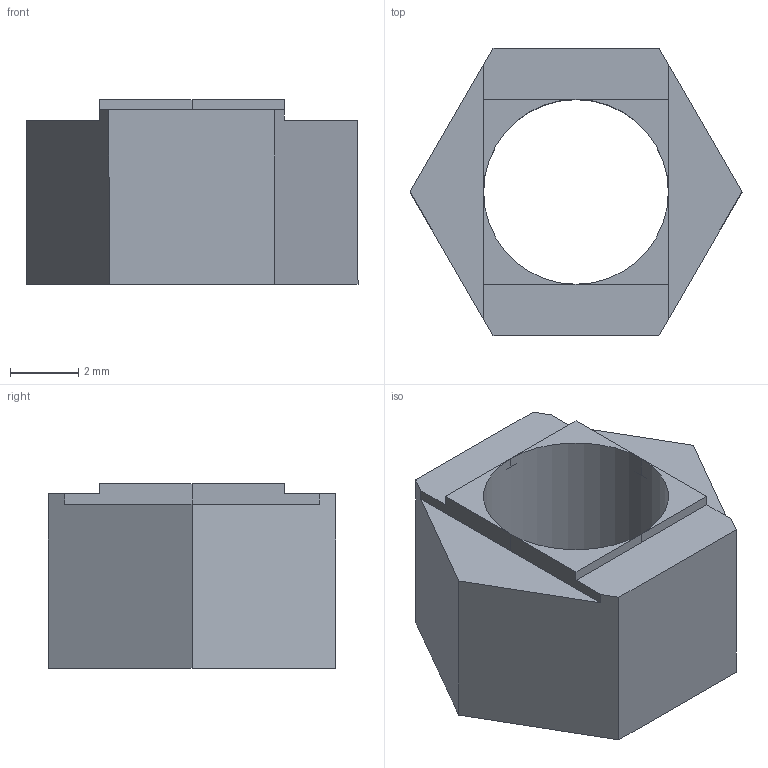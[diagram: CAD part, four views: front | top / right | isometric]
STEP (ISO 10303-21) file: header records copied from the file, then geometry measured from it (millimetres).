
FILE_DESCRIPTION(/* description */ (''),/* implementation_level */ '2;1');
FILE_NAME(/* name */ 'M5 Nut.step',/* time_stamp */ '2024-06-23T14:54:16+02:00',/* author */ (''),/* organization */ (''),/* preprocessor_version */ 'ST-DEVELOPER v20',/* originating_system */ 'Autodesk Translation Framework v13.14.0.145',/* authorisation */ '');
FILE_SCHEMA (('AUTOMOTIVE_DESIGN { 1 0 10303 214 3 1 1 }'));
Length unit declared in the file: millimetre
Products named in the file (1): (Unsaved)
Bounding box: 9.7 x 8.4 x 5.4 mm (x, y, z)
Volume: 191.9 mm3; surface area: 322.2 mm2
Topology: 1 solids, 1 shells, 24 faces, 61 edges, 37 vertices
Faces by surface type: plane 23, cylinder 1
Full cylindrical faces by diameter (mm): 5.4 x1
Entity records: 769 total; most frequent: ORIENTED_EDGE 128, CARTESIAN_POINT 126, DIRECTION 119, EDGE_CURVE 64, LINE 59, VECTOR 59, VERTEX_POINT 37, AXIS2_PLACEMENT_3D 30
